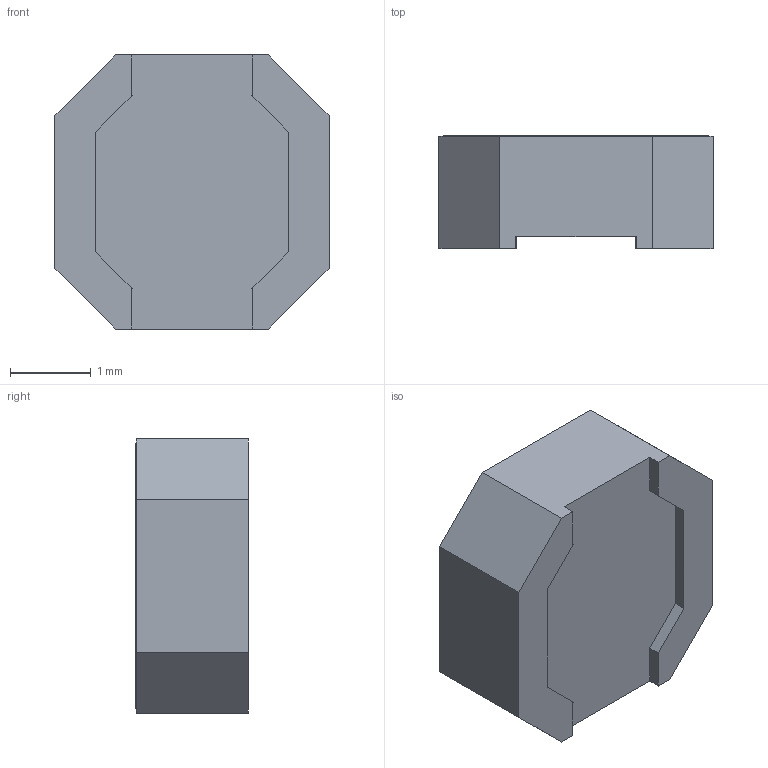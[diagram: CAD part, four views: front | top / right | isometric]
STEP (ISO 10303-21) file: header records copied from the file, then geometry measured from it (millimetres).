
FILE_DESCRIPTION (( 'STEP AP214' ), '1' );
FILE_NAME ('Coilcraft-LPS3314.STEP', '2018-12-14T08:54:23', ( '' ), ( '' ), 'SwSTEP 2.0', 'SolidWorks 2018', '' );
FILE_SCHEMA (( 'AUTOMOTIVE_DESIGN' ));
Length unit declared in the file: millimetre
Products named in the file (1): Coilcraft-LPS3314
Bounding box: 3.4 x 1.4 x 3.4 mm (x, y, z)
Volume: 13.6 mm3; surface area: 38.1 mm2
Topology: 1 solids, 1 shells, 74 faces, 194 edges, 128 vertices
Faces by surface type: plane 63, bspline 9, cylinder 2
Entity records: 3044 total; most frequent: CARTESIAN_POINT 514, ORIENTED_EDGE 388, DIRECTION 312, EDGE_CURVE 194, VECTOR 172, LINE 172, VERTEX_POINT 128, EDGE_LOOP 80
